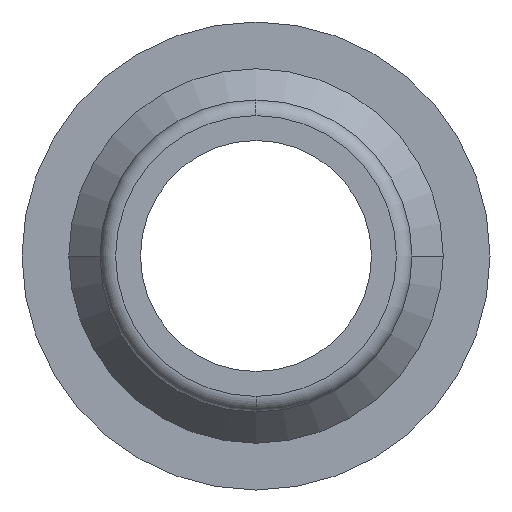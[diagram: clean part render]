
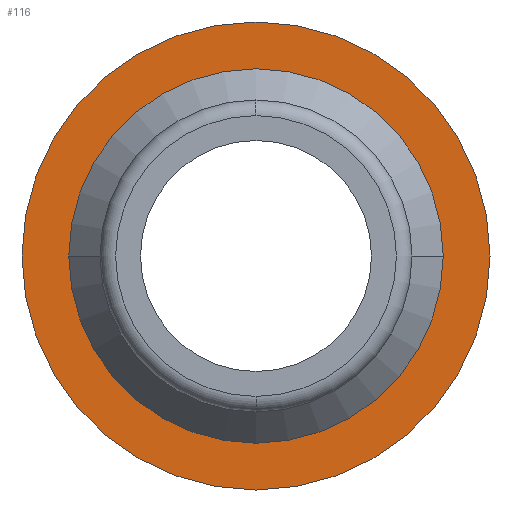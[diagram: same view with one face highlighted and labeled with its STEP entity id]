
A CAD part, front view. The second image highlights one B-rep face of the part: STEP entity #116.
In plain terms, the highlighted planar face has unit normal (0, -1, 0).
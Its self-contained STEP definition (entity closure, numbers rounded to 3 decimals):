
#116=ADVANCED_FACE('',(#240,#241),#242,.T.);
#240=FACE_OUTER_BOUND('',#367,.T.);
#241=FACE_BOUND('',#368,.T.);
#242=PLANE('',#369);
#367=EDGE_LOOP('',(#632,#633));
#368=EDGE_LOOP('',(#634,#635));
#369=AXIS2_PLACEMENT_3D('',#636,#637,#638);
#632=ORIENTED_EDGE('',*,*,#831,.T.);
#633=ORIENTED_EDGE('',*,*,#740,.T.);
#634=ORIENTED_EDGE('',*,*,#824,.F.);
#635=ORIENTED_EDGE('',*,*,#826,.F.);
#636=CARTESIAN_POINT('',(0.0,25.0,0.0));
#637=DIRECTION('',(0.0,-1.0,0.0));
#638=DIRECTION('',(-1.0,0.0,0.0));
#740=EDGE_CURVE('',#875,#872,#876,.T.);
#824=EDGE_CURVE('',#999,#997,#1001,.T.);
#826=EDGE_CURVE('',#997,#999,#1003,.T.);
#831=EDGE_CURVE('',#872,#875,#1008,.T.);
#872=VERTEX_POINT('',#1054);
#875=VERTEX_POINT('',#1058);
#876=CIRCLE('',#1059,7.5);
#997=VERTEX_POINT('',#1195);
#999=VERTEX_POINT('',#1198);
#1001=CIRCLE('',#1201,6.0);
#1003=CIRCLE('',#1203,6.0);
#1008=CIRCLE('',#1208,7.5);
#1054=CARTESIAN_POINT('',(7.5,25.0,0.0));
#1058=CARTESIAN_POINT('',(-7.5,25.0,0.));
#1059=AXIS2_PLACEMENT_3D('',#1256,#1257,#1258);
#1195=CARTESIAN_POINT('',(6.0,25.0,0.));
#1198=CARTESIAN_POINT('',(-6.0,25.0,0.));
#1201=AXIS2_PLACEMENT_3D('',#1414,#1415,#1416);
#1203=AXIS2_PLACEMENT_3D('',#1417,#1418,#1419);
#1208=AXIS2_PLACEMENT_3D('',#1426,#1427,#1428);
#1256=CARTESIAN_POINT('',(0.0,25.0,0.0));
#1257=DIRECTION('',(0.0,-1.0,0.0));
#1258=DIRECTION('',(1.0,0.0,0.0));
#1414=CARTESIAN_POINT('',(0.0,25.0,0.0));
#1415=DIRECTION('',(0.0,-1.0,0.0));
#1416=DIRECTION('',(1.0,0.0,0.0));
#1417=CARTESIAN_POINT('',(0.0,25.0,0.0));
#1418=DIRECTION('',(0.0,-1.0,0.0));
#1419=DIRECTION('',(1.0,0.0,0.0));
#1426=CARTESIAN_POINT('',(0.0,25.0,0.0));
#1427=DIRECTION('',(0.0,-1.0,0.0));
#1428=DIRECTION('',(1.0,0.0,0.0));
